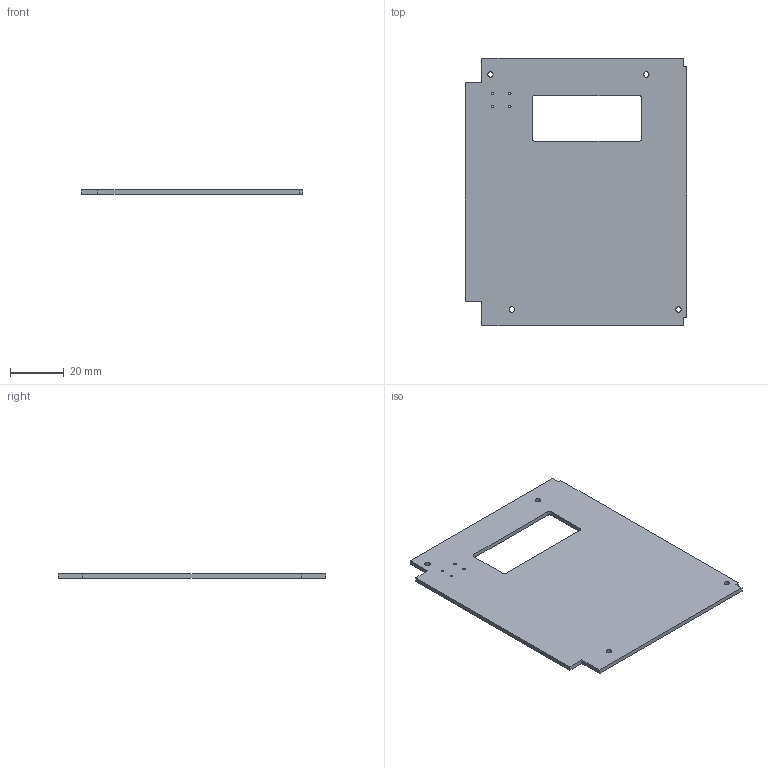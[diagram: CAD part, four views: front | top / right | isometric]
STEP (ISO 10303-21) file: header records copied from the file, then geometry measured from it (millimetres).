
FILE_DESCRIPTION(('KiCad electronic assembly'),'2;1');
FILE_NAME('STS1_SIDEPANEL(X+).step','2023-09-24T16:42:25',('Pcbnew'),( 'Kicad'),'Open CASCADE STEP processor 7.6','KiCad to STEP converter' ,'Unknown');
FILE_SCHEMA(('AUTOMOTIVE_DESIGN { 1 0 10303 214 1 1 1 1 }'));
Length unit declared in the file: millimetre
Products named in the file (2): STS1_SIDEPANEL(X+) 1; STS1_SIDEPANEL PCB
Assembly tree (1 placements, depth 2):
  STS1_SIDEPANEL(X+) 1
    STS1_SIDEPANEL PCB
Bounding box: 82.8 x 100 x 1.6 mm (x, y, z)
Volume: 11909.6 mm3; surface area: 15713.1 mm2
Topology: 1 solids, 1 shells, 30 faces, 84 edges, 56 vertices
Faces by surface type: plane 18, cylinder 12
Full cylindrical faces by diameter (mm): 0.9 x4, 2 x4
Entity records: 2219 total; most frequent: CARTESIAN_POINT 484, DIRECTION 316, LINE 204, VECTOR 204, ORIENTED_EDGE 168, PCURVE 168, DEFINITIONAL_REPRESENTATION 168, EDGE_CURVE 84
